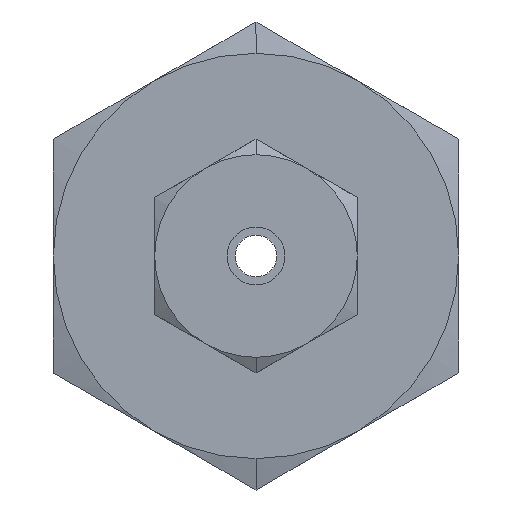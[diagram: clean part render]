
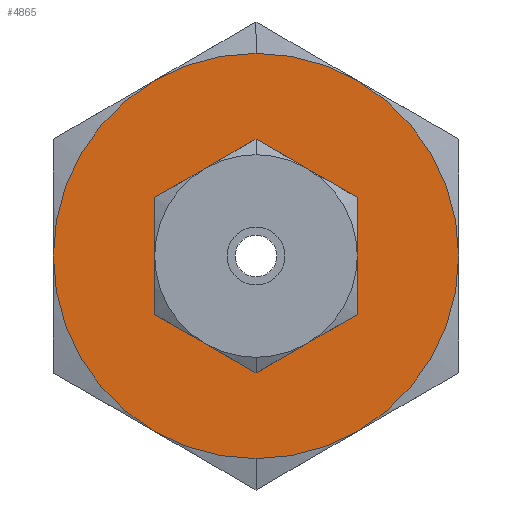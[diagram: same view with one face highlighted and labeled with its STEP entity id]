
A CAD part, left-side view. The second image highlights one B-rep face of the part: STEP entity #4865.
In plain terms, the highlighted planar face has unit normal (-1, 0, 0).
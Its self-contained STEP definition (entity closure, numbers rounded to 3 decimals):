
#17 = CARTESIAN_POINT ( 'NONE',  ( 15.24, 0., 0. ) ) ;
#182 = ORIENTED_EDGE ( 'NONE', *, *, #1828, .T. ) ;
#241 = ORIENTED_EDGE ( 'NONE', *, *, #4325, .T. ) ;
#327 = ORIENTED_EDGE ( 'NONE', *, *, #6542, .T. ) ;
#342 = VERTEX_POINT ( 'NONE', #7038 ) ;
#696 = DIRECTION ( 'NONE',  ( -1., 0., 0. ) ) ;
#875 = DIRECTION ( 'NONE',  ( 0., 0.5, 0.866 ) ) ;
#934 = AXIS2_PLACEMENT_3D ( 'NONE', #8632, #2546, #8061 ) ;
#992 = CIRCLE ( 'NONE', #8360, 3.213 ) ;
#1042 = DIRECTION ( 'NONE',  ( 0., 1., 0. ) ) ;
#1138 = DIRECTION ( 'NONE',  ( 0., -1., 0. ) ) ;
#1158 = AXIS2_PLACEMENT_3D ( 'NONE', #7071, #3801, #1138 ) ;
#1275 = CIRCLE ( 'NONE', #6507, 11.11 ) ;
#1357 = AXIS2_PLACEMENT_3D ( 'NONE', #1791, #6579, #1042 ) ;
#1377 = ORIENTED_EDGE ( 'NONE', *, *, #5920, .T. ) ;
#1444 = VERTEX_POINT ( 'NONE', #5522 ) ;
#1448 = CARTESIAN_POINT ( 'NONE',  ( 15.24, 5.555, 9.622 ) ) ;
#1449 = DIRECTION ( 'NONE',  ( 0., -0.5, -0.866 ) ) ;
#1534 = DIRECTION ( 'NONE',  ( -1., 0., 0. ) ) ;
#1592 = EDGE_CURVE ( 'NONE', #3933, #2845, #2282, .T. ) ;
#1791 = CARTESIAN_POINT ( 'NONE',  ( 15.24, 0., 0. ) ) ;
#1828 = EDGE_CURVE ( 'NONE', #4400, #3928, #6084, .T. ) ;
#1835 = ORIENTED_EDGE ( 'NONE', *, *, #8548, .T. ) ;
#1948 = CARTESIAN_POINT ( 'NONE',  ( 15.24, 0., -11.11 ) ) ;
#2020 = CARTESIAN_POINT ( 'NONE',  ( 15.24, 0., 0. ) ) ;
#2073 = DIRECTION ( 'NONE',  ( -1., 0., 0. ) ) ;
#2110 = CARTESIAN_POINT ( 'NONE',  ( 15.24, 0., 0. ) ) ;
#2130 = EDGE_LOOP ( 'NONE', ( #4605, #4761, #7013, #241, #1835, #327, #1377, #5027 ) ) ;
#2282 = CIRCLE ( 'NONE', #3854, 11.11 ) ;
#2546 = DIRECTION ( 'NONE',  ( -1., 0., 0. ) ) ;
#2835 = CIRCLE ( 'NONE', #7235, 11.11 ) ;
#2845 = VERTEX_POINT ( 'NONE', #1448 ) ;
#2933 = EDGE_CURVE ( 'NONE', #6359, #7099, #7518, .T. ) ;
#3185 = CARTESIAN_POINT ( 'NONE',  ( 15.24, 0., 0. ) ) ;
#3317 = ORIENTED_EDGE ( 'NONE', *, *, #6642, .T. ) ;
#3627 = CARTESIAN_POINT ( 'NONE',  ( 15.24, 0., 3.213 ) ) ;
#3801 = DIRECTION ( 'NONE',  ( -1., 0., 0. ) ) ;
#3824 = DIRECTION ( 'NONE',  ( 0., 0., 1. ) ) ;
#3854 = AXIS2_PLACEMENT_3D ( 'NONE', #5776, #7006, #3824 ) ;
#3862 = CARTESIAN_POINT ( 'NONE',  ( 15.24, 0., 0. ) ) ;
#3885 = FACE_BOUND ( 'NONE', #5691, .T. ) ;
#3928 = VERTEX_POINT ( 'NONE', #3627 ) ;
#3933 = VERTEX_POINT ( 'NONE', #5590 ) ;
#4118 = CARTESIAN_POINT ( 'NONE',  ( 15.24, 0., 0. ) ) ;
#4146 = DIRECTION ( 'NONE',  ( 0., 1., 0. ) ) ;
#4206 = DIRECTION ( 'NONE',  ( 1., 0., 0. ) ) ;
#4246 = AXIS2_PLACEMENT_3D ( 'NONE', #3185, #7469, #5898 ) ;
#4325 = EDGE_CURVE ( 'NONE', #342, #1444, #8728, .T. ) ;
#4400 = VERTEX_POINT ( 'NONE', #5489 ) ;
#4539 = AXIS2_PLACEMENT_3D ( 'NONE', #3862, #6419, #8557 ) ;
#4605 = ORIENTED_EDGE ( 'NONE', *, *, #4944, .T. ) ;
#4696 = VERTEX_POINT ( 'NONE', #8710 ) ;
#4761 = ORIENTED_EDGE ( 'NONE', *, *, #1592, .T. ) ;
#4865 = ADVANCED_FACE ( 'NONE', ( #3885, #7155 ), #7959, .F. ) ;
#4944 = EDGE_CURVE ( 'NONE', #7099, #3933, #5481, .T. ) ;
#5027 = ORIENTED_EDGE ( 'NONE', *, *, #2933, .T. ) ;
#5481 = CIRCLE ( 'NONE', #934, 11.11 ) ;
#5489 = CARTESIAN_POINT ( 'NONE',  ( 15.24, 0., -3.213 ) ) ;
#5522 = CARTESIAN_POINT ( 'NONE',  ( 15.24, 5.555, -9.622 ) ) ;
#5590 = CARTESIAN_POINT ( 'NONE',  ( 15.24, 0., 11.11 ) ) ;
#5619 = CARTESIAN_POINT ( 'NONE',  ( 15.24, -11.11, 0. ) ) ;
#5691 = EDGE_LOOP ( 'NONE', ( #182, #3317 ) ) ;
#5776 = CARTESIAN_POINT ( 'NONE',  ( 15.24, 0., 0. ) ) ;
#5888 = AXIS2_PLACEMENT_3D ( 'NONE', #2020, #696, #4146 ) ;
#5898 = DIRECTION ( 'NONE',  ( 0., 0., -1. ) ) ;
#5920 = EDGE_CURVE ( 'NONE', #4696, #6359, #8494, .T. ) ;
#6032 = EDGE_CURVE ( 'NONE', #2845, #342, #1275, .T. ) ;
#6084 = CIRCLE ( 'NONE', #4246, 3.213 ) ;
#6359 = VERTEX_POINT ( 'NONE', #5619 ) ;
#6419 = DIRECTION ( 'NONE',  ( -1., 0., 0. ) ) ;
#6507 = AXIS2_PLACEMENT_3D ( 'NONE', #7608, #1534, #875 ) ;
#6542 = EDGE_CURVE ( 'NONE', #7822, #4696, #7930, .T. ) ;
#6579 = DIRECTION ( 'NONE',  ( 1., 0., 0. ) ) ;
#6642 = EDGE_CURVE ( 'NONE', #3928, #4400, #992, .T. ) ;
#6829 = CARTESIAN_POINT ( 'NONE',  ( 15.24, -5.555, 9.622 ) ) ;
#7006 = DIRECTION ( 'NONE',  ( -1., 0., 0. ) ) ;
#7013 = ORIENTED_EDGE ( 'NONE', *, *, #6032, .T. ) ;
#7038 = CARTESIAN_POINT ( 'NONE',  ( 15.24, 11.11, 0. ) ) ;
#7071 = CARTESIAN_POINT ( 'NONE',  ( 15.24, 0., 0. ) ) ;
#7099 = VERTEX_POINT ( 'NONE', #6829 ) ;
#7106 = DIRECTION ( 'NONE',  ( 0., 0., 1. ) ) ;
#7155 = FACE_OUTER_BOUND ( 'NONE', #2130, .T. ) ;
#7217 = AXIS2_PLACEMENT_3D ( 'NONE', #2110, #2073, #1449 ) ;
#7235 = AXIS2_PLACEMENT_3D ( 'NONE', #17, #8222, #8720 ) ;
#7469 = DIRECTION ( 'NONE',  ( 1., 0., 0. ) ) ;
#7518 = CIRCLE ( 'NONE', #1158, 11.11 ) ;
#7608 = CARTESIAN_POINT ( 'NONE',  ( 15.24, 0., 0. ) ) ;
#7822 = VERTEX_POINT ( 'NONE', #1948 ) ;
#7930 = CIRCLE ( 'NONE', #4539, 11.11 ) ;
#7959 = PLANE ( 'NONE',  #1357 ) ;
#8061 = DIRECTION ( 'NONE',  ( 0., -0.5, 0.866 ) ) ;
#8222 = DIRECTION ( 'NONE',  ( -1., 0., 0. ) ) ;
#8360 = AXIS2_PLACEMENT_3D ( 'NONE', #4118, #4206, #7106 ) ;
#8494 = CIRCLE ( 'NONE', #7217, 11.11 ) ;
#8548 = EDGE_CURVE ( 'NONE', #1444, #7822, #2835, .T. ) ;
#8557 = DIRECTION ( 'NONE',  ( 0., 0., -1. ) ) ;
#8632 = CARTESIAN_POINT ( 'NONE',  ( 15.24, 0., 0. ) ) ;
#8710 = CARTESIAN_POINT ( 'NONE',  ( 15.24, -5.555, -9.622 ) ) ;
#8720 = DIRECTION ( 'NONE',  ( 0., 0.5, -0.866 ) ) ;
#8728 = CIRCLE ( 'NONE', #5888, 11.11 ) ;
